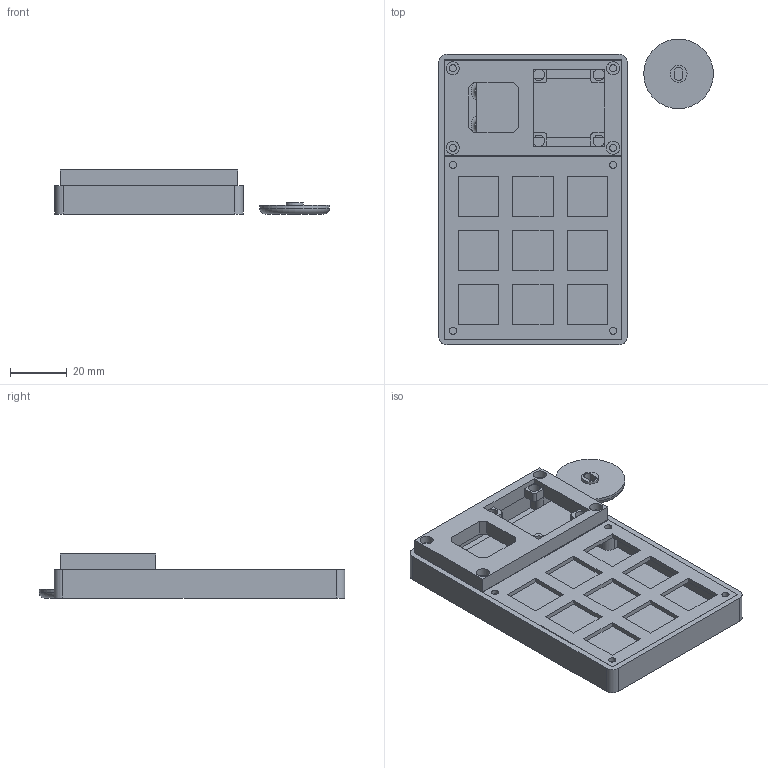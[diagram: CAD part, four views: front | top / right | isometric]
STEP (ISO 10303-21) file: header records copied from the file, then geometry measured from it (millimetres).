
FILE_DESCRIPTION(/* description */ (''),/* implementation_level */ '2;1');
FILE_NAME(/* name */ 'Macropad.step',/* time_stamp */ '2025-08-22T11:54:01-07:00',/* author */ (''),/* organization */ (''),/* preprocessor_version */ 'ST-DEVELOPER v20.1',/* originating_system */ 'Autodesk Translation Framework v14.10.0.0',/* authorisation */ '');
FILE_SCHEMA (('AUTOMOTIVE_DESIGN { 1 0 10303 214 3 1 1 }'));
Length unit declared in the file: millimetre
Products named in the file (5): Macro Keypad; Keypad; Shell; Carrier; Nipple
Assembly tree (4 placements, depth 2):
  Macro Keypad
    Keypad
    Shell
    Carrier
    Nipple
Bounding box: 96.67 x 107.66 x 15.5 mm (x, y, z)
Volume: 33982.3 mm3; surface area: 34162.8 mm2
Topology: 5 solids, 5 shells, 212 faces, 529 edges, 348 vertices
Faces by surface type: plane 151, cylinder 56, torus 5
Full cylindrical faces by diameter (mm): 2.51 x8, 3.4 x4, 3.6 x4, 3.9 x8, 4 x4, 4.6 x4, 5 x2, 6 x1, 24.5 x1
Entity records: 6559 total; most frequent: CARTESIAN_POINT 1134, DIRECTION 1093, ORIENTED_EDGE 1058, EDGE_CURVE 529, LINE 399, VECTOR 399, VERTEX_POINT 348, AXIS2_PLACEMENT_3D 347
